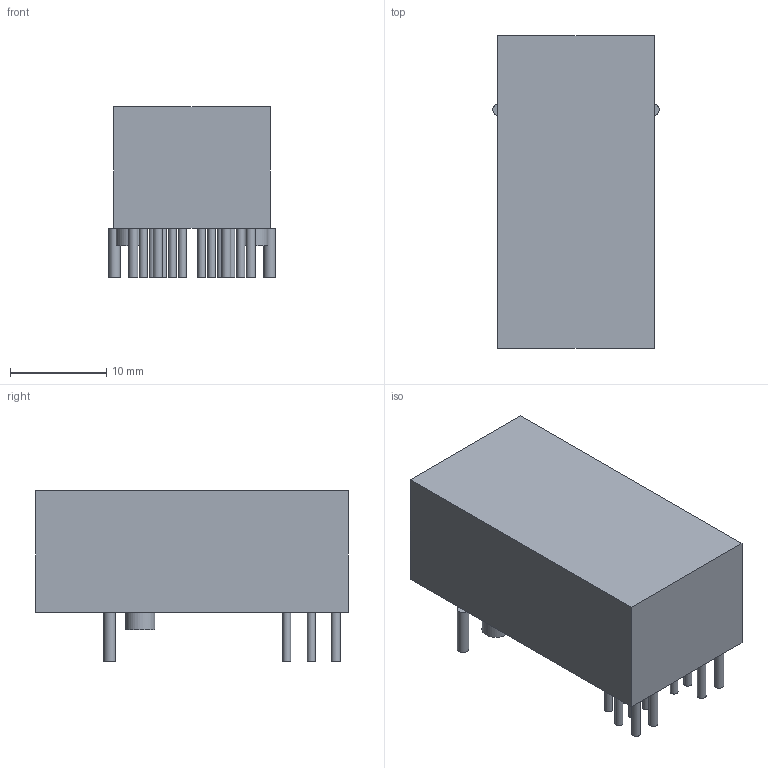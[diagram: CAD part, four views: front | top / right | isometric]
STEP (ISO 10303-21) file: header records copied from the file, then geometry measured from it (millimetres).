
FILE_DESCRIPTION(('FreeCAD Model'),'2;1');
FILE_NAME('12975935.1.5.stp','2020-09-22T17:17:23',( 'Author'),(''),'Open CASCADE STEP processor 6.9','FreeCAD','Unknown' );
FILE_SCHEMA(('AUTOMOTIVE_DESIGN { 1 0 10303 214 1 1 1 1 }'));
Length unit declared in the file: millimetre
Products named in the file (4): ASSEMBLY; Body; Lugs; Leads
Assembly tree (41 placements, depth 2):
  ASSEMBLY
    Body
    Lugs  x20
    Leads  x20
Bounding box: 17.33 x 32.51 x 17.77 mm (x, y, z)
Volume: 8410.5 mm3; surface area: 9169.2 mm2
Topology: 401 solids, 401 shells, 1206 faces, 1212 edges, 808 vertices
Faces by surface type: plane 806, cylinder 400
Full cylindrical faces by diameter (mm): 0.82 x240, 0.95 x80, 1.2 x40, 3.05 x40
Entity records: 2714 total; most frequent: DIRECTION 472, CARTESIAN_POINT 372, AXIS2_PLACEMENT_3D 148, ORIENTED_EDGE 144, PCURVE 144, DEFINITIONAL_REPRESENTATION 144, LINE 136, VECTOR 136
